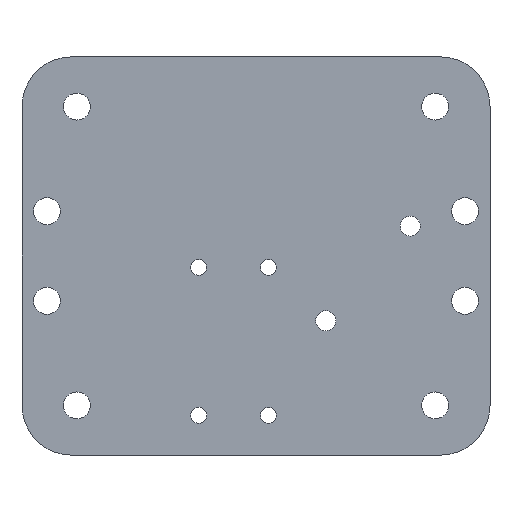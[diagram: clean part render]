
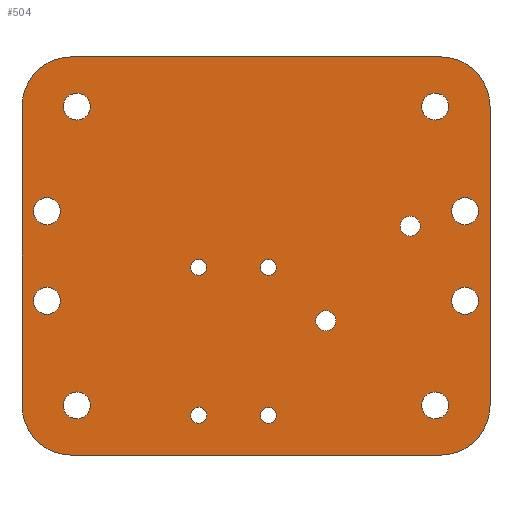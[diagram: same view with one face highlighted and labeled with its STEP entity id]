
A CAD part, front view. The second image highlights one B-rep face of the part: STEP entity #504.
In plain terms, the highlighted planar face has unit normal (0, -1, 0).
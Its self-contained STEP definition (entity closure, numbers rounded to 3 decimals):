
#29=FACE_BOUND('',#111,.T.);
#30=FACE_BOUND('',#112,.T.);
#31=FACE_BOUND('',#113,.T.);
#32=FACE_BOUND('',#114,.T.);
#33=FACE_BOUND('',#115,.T.);
#34=FACE_BOUND('',#116,.T.);
#35=FACE_BOUND('',#117,.T.);
#36=FACE_BOUND('',#118,.T.);
#37=FACE_BOUND('',#119,.T.);
#38=FACE_BOUND('',#120,.T.);
#39=FACE_BOUND('',#121,.T.);
#40=FACE_BOUND('',#122,.T.);
#41=FACE_BOUND('',#123,.T.);
#42=FACE_BOUND('',#124,.T.);
#48=PLANE('',#587);
#72=FACE_OUTER_BOUND('',#110,.T.);
#110=EDGE_LOOP('',(#441,#442,#443,#444,#445,#446,#447,#448));
#111=EDGE_LOOP('',(#449));
#112=EDGE_LOOP('',(#450));
#113=EDGE_LOOP('',(#451));
#114=EDGE_LOOP('',(#452));
#115=EDGE_LOOP('',(#453));
#116=EDGE_LOOP('',(#454));
#117=EDGE_LOOP('',(#455));
#118=EDGE_LOOP('',(#456));
#119=EDGE_LOOP('',(#457));
#120=EDGE_LOOP('',(#458));
#121=EDGE_LOOP('',(#459));
#122=EDGE_LOOP('',(#460));
#123=EDGE_LOOP('',(#461));
#124=EDGE_LOOP('',(#462));
#139=LINE('',#815,#169);
#145=LINE('',#843,#175);
#148=LINE('',#851,#178);
#154=LINE('',#873,#184);
#169=VECTOR('',#672,10.);
#175=VECTOR('',#700,10.);
#178=VECTOR('',#709,10.);
#184=VECTOR('',#737,10.);
#185=CIRCLE('',#529,1.6);
#187=CIRCLE('',#532,1.6);
#189=CIRCLE('',#535,1.6);
#191=CIRCLE('',#538,1.6);
#193=CIRCLE('',#541,2.);
#195=CIRCLE('',#544,2.);
#198=CIRCLE('',#548,2.7);
#200=CIRCLE('',#551,2.7);
#202=CIRCLE('',#554,2.7);
#204=CIRCLE('',#557,2.7);
#206=CIRCLE('',#560,10.);
#214=CIRCLE('',#571,10.);
#215=CIRCLE('',#574,10.);
#216=CIRCLE('',#577,10.);
#217=CIRCLE('',#579,2.7);
#218=CIRCLE('',#581,2.7);
#219=CIRCLE('',#583,2.7);
#220=CIRCLE('',#585,2.7);
#221=VERTEX_POINT('',#742);
#223=VERTEX_POINT('',#748);
#225=VERTEX_POINT('',#754);
#227=VERTEX_POINT('',#760);
#229=VERTEX_POINT('',#766);
#231=VERTEX_POINT('',#772);
#234=VERTEX_POINT('',#780);
#236=VERTEX_POINT('',#786);
#238=VERTEX_POINT('',#792);
#240=VERTEX_POINT('',#798);
#243=VERTEX_POINT('',#805);
#244=VERTEX_POINT('',#807);
#246=VERTEX_POINT('',#813);
#256=VERTEX_POINT('',#837);
#257=VERTEX_POINT('',#841);
#258=VERTEX_POINT('',#845);
#259=VERTEX_POINT('',#847);
#260=VERTEX_POINT('',#853);
#261=VERTEX_POINT('',#857);
#262=VERTEX_POINT('',#861);
#263=VERTEX_POINT('',#865);
#264=VERTEX_POINT('',#869);
#265=EDGE_CURVE('',#221,#221,#185,.T.);
#268=EDGE_CURVE('',#223,#223,#187,.T.);
#271=EDGE_CURVE('',#225,#225,#189,.T.);
#274=EDGE_CURVE('',#227,#227,#191,.T.);
#277=EDGE_CURVE('',#229,#229,#193,.T.);
#280=EDGE_CURVE('',#231,#231,#195,.T.);
#285=EDGE_CURVE('',#234,#234,#198,.T.);
#288=EDGE_CURVE('',#236,#236,#200,.T.);
#291=EDGE_CURVE('',#238,#238,#202,.T.);
#294=EDGE_CURVE('',#240,#240,#204,.T.);
#297=EDGE_CURVE('',#243,#244,#206,.T.);
#301=EDGE_CURVE('',#246,#243,#139,.T.);
#313=EDGE_CURVE('',#256,#246,#214,.T.);
#315=EDGE_CURVE('',#257,#256,#145,.T.);
#317=EDGE_CURVE('',#258,#259,#215,.T.);
#319=EDGE_CURVE('',#244,#258,#148,.T.);
#321=EDGE_CURVE('',#260,#257,#216,.T.);
#323=EDGE_CURVE('',#261,#261,#217,.T.);
#325=EDGE_CURVE('',#262,#262,#218,.T.);
#327=EDGE_CURVE('',#263,#263,#219,.T.);
#329=EDGE_CURVE('',#264,#264,#220,.T.);
#330=EDGE_CURVE('',#259,#260,#154,.T.);
#441=ORIENTED_EDGE('',*,*,#297,.F.);
#442=ORIENTED_EDGE('',*,*,#301,.F.);
#443=ORIENTED_EDGE('',*,*,#313,.F.);
#444=ORIENTED_EDGE('',*,*,#315,.F.);
#445=ORIENTED_EDGE('',*,*,#321,.F.);
#446=ORIENTED_EDGE('',*,*,#330,.F.);
#447=ORIENTED_EDGE('',*,*,#317,.F.);
#448=ORIENTED_EDGE('',*,*,#319,.F.);
#449=ORIENTED_EDGE('',*,*,#265,.T.);
#450=ORIENTED_EDGE('',*,*,#268,.T.);
#451=ORIENTED_EDGE('',*,*,#271,.T.);
#452=ORIENTED_EDGE('',*,*,#274,.T.);
#453=ORIENTED_EDGE('',*,*,#277,.T.);
#454=ORIENTED_EDGE('',*,*,#280,.T.);
#455=ORIENTED_EDGE('',*,*,#285,.T.);
#456=ORIENTED_EDGE('',*,*,#288,.T.);
#457=ORIENTED_EDGE('',*,*,#291,.T.);
#458=ORIENTED_EDGE('',*,*,#294,.T.);
#459=ORIENTED_EDGE('',*,*,#323,.T.);
#460=ORIENTED_EDGE('',*,*,#325,.T.);
#461=ORIENTED_EDGE('',*,*,#327,.T.);
#462=ORIENTED_EDGE('',*,*,#329,.T.);
#504=ADVANCED_FACE('',(#72,#29,#30,#31,#32,#33,#34,#35,#36,#37,#38,#39,
#40,#41,#42),#48,.F.);
#529=AXIS2_PLACEMENT_3D('',#743,#592,#593);
#532=AXIS2_PLACEMENT_3D('',#749,#599,#600);
#535=AXIS2_PLACEMENT_3D('',#755,#606,#607);
#538=AXIS2_PLACEMENT_3D('',#761,#613,#614);
#541=AXIS2_PLACEMENT_3D('',#767,#620,#621);
#544=AXIS2_PLACEMENT_3D('',#773,#627,#628);
#548=AXIS2_PLACEMENT_3D('',#782,#637,#638);
#551=AXIS2_PLACEMENT_3D('',#788,#644,#645);
#554=AXIS2_PLACEMENT_3D('',#794,#651,#652);
#557=AXIS2_PLACEMENT_3D('',#800,#658,#659);
#560=AXIS2_PLACEMENT_3D('',#808,#665,#666);
#571=AXIS2_PLACEMENT_3D('',#839,#695,#696);
#574=AXIS2_PLACEMENT_3D('',#848,#704,#705);
#577=AXIS2_PLACEMENT_3D('',#855,#713,#714);
#579=AXIS2_PLACEMENT_3D('',#859,#718,#719);
#581=AXIS2_PLACEMENT_3D('',#863,#723,#724);
#583=AXIS2_PLACEMENT_3D('',#867,#728,#729);
#585=AXIS2_PLACEMENT_3D('',#871,#733,#734);
#587=AXIS2_PLACEMENT_3D('',#874,#738,#739);
#592=DIRECTION('center_axis',(0.,1.,0.));
#593=DIRECTION('ref_axis',(1.,0.,0.));
#599=DIRECTION('center_axis',(0.,1.,0.));
#600=DIRECTION('ref_axis',(1.,0.,0.));
#606=DIRECTION('center_axis',(0.,1.,0.));
#607=DIRECTION('ref_axis',(1.,0.,0.));
#613=DIRECTION('center_axis',(0.,1.,0.));
#614=DIRECTION('ref_axis',(1.,0.,0.));
#620=DIRECTION('center_axis',(0.,1.,0.));
#621=DIRECTION('ref_axis',(1.,0.,0.));
#627=DIRECTION('center_axis',(0.,1.,0.));
#628=DIRECTION('ref_axis',(1.,0.,0.));
#637=DIRECTION('center_axis',(0.,1.,0.));
#638=DIRECTION('ref_axis',(-1.,0.,0.));
#644=DIRECTION('center_axis',(0.,1.,0.));
#645=DIRECTION('ref_axis',(-1.,0.,0.));
#651=DIRECTION('center_axis',(0.,1.,0.));
#652=DIRECTION('ref_axis',(1.,0.,0.));
#658=DIRECTION('center_axis',(0.,1.,0.));
#659=DIRECTION('ref_axis',(1.,0.,0.));
#665=DIRECTION('center_axis',(0.,1.,0.));
#666=DIRECTION('ref_axis',(-0.707,0.,-0.707));
#672=DIRECTION('',(-1.,0.,0.));
#695=DIRECTION('center_axis',(0.,1.,0.));
#696=DIRECTION('ref_axis',(0.707,0.,-0.707));
#700=DIRECTION('',(0.,0.,-1.));
#704=DIRECTION('center_axis',(0.,1.,0.));
#705=DIRECTION('ref_axis',(-0.707,0.,0.707));
#709=DIRECTION('',(0.,0.,1.));
#713=DIRECTION('center_axis',(0.,1.,0.));
#714=DIRECTION('ref_axis',(0.707,0.,0.707));
#718=DIRECTION('center_axis',(0.,1.,0.));
#719=DIRECTION('ref_axis',(1.,0.,0.));
#723=DIRECTION('center_axis',(0.,1.,0.));
#724=DIRECTION('ref_axis',(1.,0.,0.));
#728=DIRECTION('center_axis',(0.,1.,0.));
#729=DIRECTION('ref_axis',(1.,0.,0.));
#733=DIRECTION('center_axis',(0.,1.,0.));
#734=DIRECTION('ref_axis',(1.,0.,0.));
#737=DIRECTION('',(1.,0.,0.));
#738=DIRECTION('center_axis',(0.,1.,0.));
#739=DIRECTION('ref_axis',(0.,0.,1.));
#742=CARTESIAN_POINT('',(-13.1,0.,-32.));
#743=CARTESIAN_POINT('Origin',(-11.5,0.,-32.));
#748=CARTESIAN_POINT('',(0.9,0.,-32.));
#749=CARTESIAN_POINT('Origin',(2.5,0.,-32.));
#754=CARTESIAN_POINT('',(-13.1,0.,-2.3));
#755=CARTESIAN_POINT('Origin',(-11.5,0.,-2.3));
#760=CARTESIAN_POINT('',(0.9,0.,-2.3));
#761=CARTESIAN_POINT('Origin',(2.5,0.,-2.3));
#766=CARTESIAN_POINT('',(12.,0.,-13.));
#767=CARTESIAN_POINT('Origin',(14.,0.,-13.));
#772=CARTESIAN_POINT('',(29.,0.,6.));
#773=CARTESIAN_POINT('Origin',(31.,0.,6.));
#780=CARTESIAN_POINT('',(44.7,0.,9.));
#782=CARTESIAN_POINT('Origin',(42.,0.,9.));
#786=CARTESIAN_POINT('',(44.7,0.,-9.));
#788=CARTESIAN_POINT('Origin',(42.,0.,-9.));
#792=CARTESIAN_POINT('',(-44.7,0.,9.));
#794=CARTESIAN_POINT('Origin',(-42.,0.,9.));
#798=CARTESIAN_POINT('',(-44.7,0.,-9.));
#800=CARTESIAN_POINT('Origin',(-42.,0.,-9.));
#805=CARTESIAN_POINT('',(-37.,0.,-40.));
#807=CARTESIAN_POINT('',(-47.,0.,-30.));
#808=CARTESIAN_POINT('Origin',(-37.,0.,-30.));
#813=CARTESIAN_POINT('',(37.,0.,-40.));
#815=CARTESIAN_POINT('',(47.,0.,-40.));
#837=CARTESIAN_POINT('',(47.,0.,-30.));
#839=CARTESIAN_POINT('Origin',(37.,0.,-30.));
#841=CARTESIAN_POINT('',(47.,0.,30.));
#843=CARTESIAN_POINT('',(47.,0.,40.));
#845=CARTESIAN_POINT('',(-47.,0.,30.));
#847=CARTESIAN_POINT('',(-37.,0.,40.));
#848=CARTESIAN_POINT('Origin',(-37.,0.,30.));
#851=CARTESIAN_POINT('',(-47.,0.,-40.));
#853=CARTESIAN_POINT('',(37.,0.,40.));
#855=CARTESIAN_POINT('Origin',(37.,0.,30.));
#857=CARTESIAN_POINT('',(-38.7,0.,-30.));
#859=CARTESIAN_POINT('Origin',(-36.,0.,-30.));
#861=CARTESIAN_POINT('',(33.3,0.,-30.));
#863=CARTESIAN_POINT('Origin',(36.,0.,-30.));
#865=CARTESIAN_POINT('',(33.3,0.,30.));
#867=CARTESIAN_POINT('Origin',(36.,0.,30.));
#869=CARTESIAN_POINT('',(-38.7,0.,30.));
#871=CARTESIAN_POINT('Origin',(-36.,0.,30.));
#873=CARTESIAN_POINT('',(-47.,0.,40.));
#874=CARTESIAN_POINT('Origin',(0.,0.,0.));
